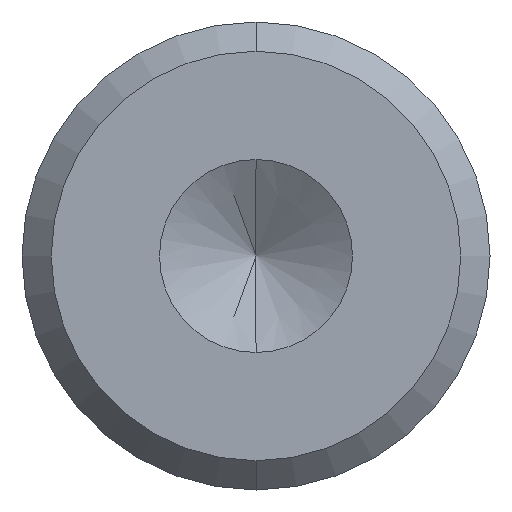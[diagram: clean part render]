
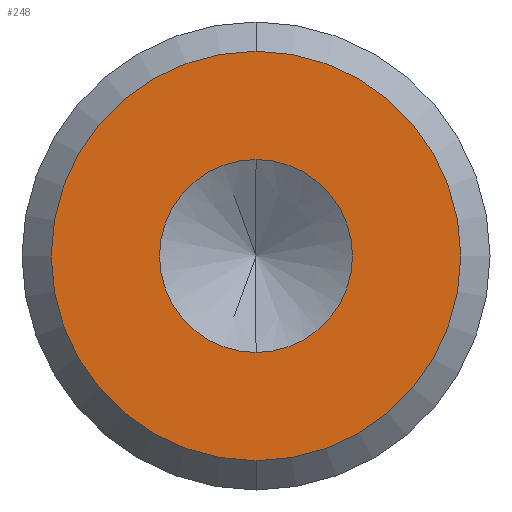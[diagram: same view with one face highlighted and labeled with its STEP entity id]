
A CAD part, front view. The second image highlights one B-rep face of the part: STEP entity #248.
In plain terms, the highlighted planar face has unit normal (0, -1, 0).
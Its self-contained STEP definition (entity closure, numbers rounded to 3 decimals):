
#14 = AXIS2_PLACEMENT_3D ( 'NONE', #672, #183, #636 ) ;
#28 = DIRECTION ( 'NONE',  ( 0., -1., 0. ) ) ;
#46 = DIRECTION ( 'NONE',  ( 0., 0., -1. ) ) ;
#71 = CARTESIAN_POINT ( 'NONE',  ( 0., 0., 1.65 ) ) ;
#76 = VERTEX_POINT ( 'NONE', #313 ) ;
#88 = VERTEX_POINT ( 'NONE', #387 ) ;
#89 = DIRECTION ( 'NONE',  ( 0., -1., 0. ) ) ;
#132 = EDGE_LOOP ( 'NONE', ( #521, #498 ) ) ;
#142 = CARTESIAN_POINT ( 'NONE',  ( 0., 0., -3.5 ) ) ;
#153 = VERTEX_POINT ( 'NONE', #142 ) ;
#182 = DIRECTION ( 'NONE',  ( 0., 0., -1. ) ) ;
#183 = DIRECTION ( 'NONE',  ( 0., -1., 0. ) ) ;
#185 = AXIS2_PLACEMENT_3D ( 'NONE', #211, #89, #182 ) ;
#211 = CARTESIAN_POINT ( 'NONE',  ( 0., 0., 0. ) ) ;
#218 = CIRCLE ( 'NONE', #14, 1.65 ) ;
#219 = VERTEX_POINT ( 'NONE', #71 ) ;
#229 = EDGE_CURVE ( 'NONE', #219, #76, #535, .T. ) ;
#248 = ADVANCED_FACE ( 'NONE', ( #475, #646 ), #755, .T. ) ;
#265 = CIRCLE ( 'NONE', #742, 3.5 ) ;
#266 = DIRECTION ( 'NONE',  ( 0., -1., 0. ) ) ;
#313 = CARTESIAN_POINT ( 'NONE',  ( 0., 0., -1.65 ) ) ;
#387 = CARTESIAN_POINT ( 'NONE',  ( 0., 0., 3.5 ) ) ;
#388 = EDGE_CURVE ( 'NONE', #88, #153, #265, .T. ) ;
#391 = AXIS2_PLACEMENT_3D ( 'NONE', #683, #28, #492 ) ;
#396 = DIRECTION ( 'NONE',  ( 0., -1., 0. ) ) ;
#460 = EDGE_CURVE ( 'NONE', #76, #219, #218, .T. ) ;
#470 = CARTESIAN_POINT ( 'NONE',  ( 0., 0., 0. ) ) ;
#475 = FACE_OUTER_BOUND ( 'NONE', #132, .T. ) ;
#486 = CIRCLE ( 'NONE', #391, 3.5 ) ;
#492 = DIRECTION ( 'NONE',  ( 0., 0., -1. ) ) ;
#498 = ORIENTED_EDGE ( 'NONE', *, *, #507, .T. ) ;
#507 = EDGE_CURVE ( 'NONE', #153, #88, #486, .T. ) ;
#521 = ORIENTED_EDGE ( 'NONE', *, *, #388, .T. ) ;
#535 = CIRCLE ( 'NONE', #185, 1.65 ) ;
#590 = ORIENTED_EDGE ( 'NONE', *, *, #229, .F. ) ;
#614 = DIRECTION ( 'NONE',  ( 0., 0., -1. ) ) ;
#628 = EDGE_LOOP ( 'NONE', ( #740, #590 ) ) ;
#636 = DIRECTION ( 'NONE',  ( 0., 0., -1. ) ) ;
#644 = CARTESIAN_POINT ( 'NONE',  ( 4., 0., 0. ) ) ;
#646 = FACE_BOUND ( 'NONE', #628, .T. ) ;
#656 = AXIS2_PLACEMENT_3D ( 'NONE', #644, #266, #614 ) ;
#672 = CARTESIAN_POINT ( 'NONE',  ( 0., 0., 0. ) ) ;
#683 = CARTESIAN_POINT ( 'NONE',  ( 0., 0., 0. ) ) ;
#740 = ORIENTED_EDGE ( 'NONE', *, *, #460, .F. ) ;
#742 = AXIS2_PLACEMENT_3D ( 'NONE', #470, #396, #46 ) ;
#755 = PLANE ( 'NONE',  #656 ) ;
